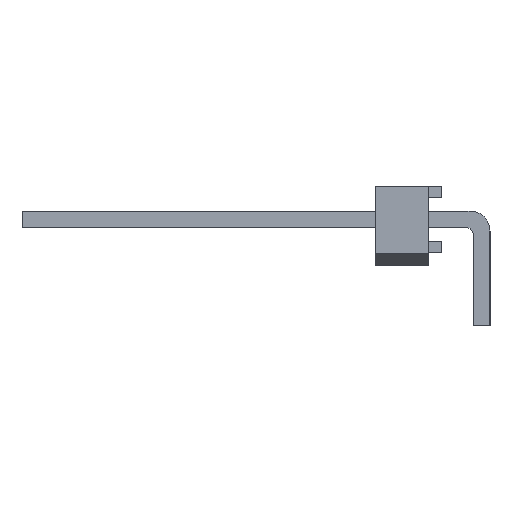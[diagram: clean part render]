
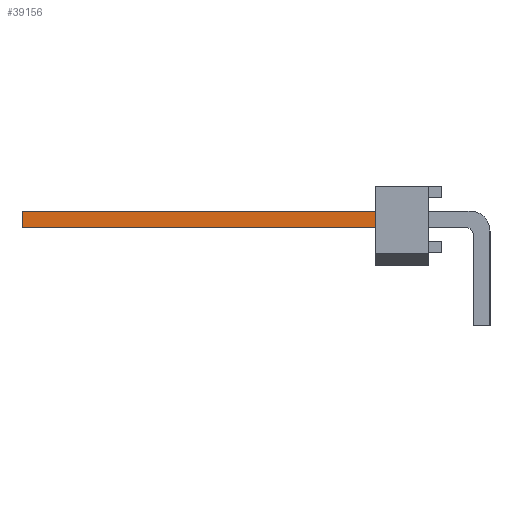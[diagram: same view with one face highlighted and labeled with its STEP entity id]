
A CAD part, left-side view. The second image highlights one B-rep face of the part: STEP entity #39156.
In plain terms, the highlighted face is planar.
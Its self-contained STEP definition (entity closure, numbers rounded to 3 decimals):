
#37519 = VERTEX_POINT('',#37520);
#37520 = CARTESIAN_POINT('',(32.068,17.526,-0.318));
#37526 = EDGE_CURVE('',#37527,#37519,#37529,.T.);
#37527 = VERTEX_POINT('',#37528);
#37528 = CARTESIAN_POINT('',(32.068,2.921,-0.318));
#37529 = LINE('',#37530,#37531);
#37530 = CARTESIAN_POINT('',(32.068,0.445,-0.318));
#37531 = VECTOR('',#37532,1.);
#37532 = DIRECTION('',(0.,1.,0.));
#38559 = VERTEX_POINT('',#38560);
#38560 = CARTESIAN_POINT('',(32.068,2.921,0.318));
#38566 = EDGE_CURVE('',#38567,#38559,#38569,.T.);
#38567 = VERTEX_POINT('',#38568);
#38568 = CARTESIAN_POINT('',(32.068,17.526,0.318));
#38569 = LINE('',#38570,#38571);
#38570 = CARTESIAN_POINT('',(32.068,17.526,0.318));
#38571 = VECTOR('',#38572,1.);
#38572 = DIRECTION('',(0.,-1.,0.));
#39145 = EDGE_CURVE('',#37519,#38567,#39146,.T.);
#39146 = LINE('',#39147,#39148);
#39147 = CARTESIAN_POINT('',(32.068,17.526,-0.318));
#39148 = VECTOR('',#39149,1.);
#39149 = DIRECTION('',(0.,0.,1.));
#39156 = ADVANCED_FACE('',(#39157),#39168,.T.);
#39157 = FACE_BOUND('',#39158,.T.);
#39158 = EDGE_LOOP('',(#39159,#39160,#39166,#39167));
#39159 = ORIENTED_EDGE('',*,*,#38566,.T.);
#39160 = ORIENTED_EDGE('',*,*,#39161,.T.);
#39161 = EDGE_CURVE('',#38559,#37527,#39162,.T.);
#39162 = LINE('',#39163,#39164);
#39163 = CARTESIAN_POINT('',(32.068,2.921,0.445));
#39164 = VECTOR('',#39165,1.);
#39165 = DIRECTION('',(0.,0.,-1.));
#39166 = ORIENTED_EDGE('',*,*,#37526,.T.);
#39167 = ORIENTED_EDGE('',*,*,#39145,.T.);
#39168 = PLANE('',#39169);
#39169 = AXIS2_PLACEMENT_3D('',#39170,#39171,#39172);
#39170 = CARTESIAN_POINT('',(32.068,0.445,0.445));
#39171 = DIRECTION('',(1.,0.,0.));
#39172 = DIRECTION('',(0.,0.,-1.));
